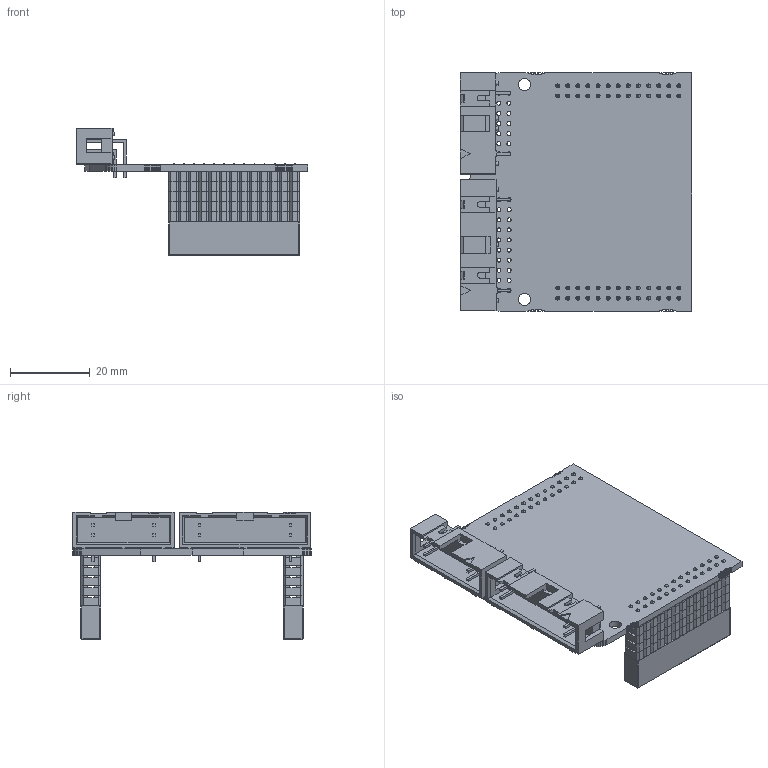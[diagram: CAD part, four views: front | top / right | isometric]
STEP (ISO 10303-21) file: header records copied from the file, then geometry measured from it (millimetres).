
FILE_DESCRIPTION(('Open CASCADE Model'),'2;1');
FILE_NAME('Open CASCADE Shape Model','2014-04-28T12:55:30',('Author'),( 'Open CASCADE'),'Open CASCADE STEP processor 6.2','Open CASCADE 6.2' ,'Unknown');
FILE_SCHEMA(('AUTOMOTIVE_DESIGN { 1 0 10303 214 1 1 1 1 }'));
Length unit declared in the file: millimetre
Products named in the file (12): PCB; Board; CN3; 0918_SEK_low_profile_male_header_angled_20-pin_2_9_PCB; CN4; 0918_SEK_low_profile_male_header_angled_14-pin_2_9_PCB; CN2; CN_MPEGARRY_100-2-026-0-NFX-YS0-2331; CN_MPEGARRY_100-2-026x8,5_conn; CN_MPEGARRY_100-pin14,8; CN_MPEGARRY_100-2-026x8,5_spacer; CN1
Assembly tree (41 placements, depth 4):
  PCB
    Board
    CN3
      0918_SEK_low_profile_male_header_angled_20-pin_2_9_PCB
    CN4
      0918_SEK_low_profile_male_header_angled_14-pin_2_9_PCB
    CN2
      CN_MPEGARRY_100-2-026-0-NFX-YS0-2331
        CN_MPEGARRY_100-2-026x8,5_conn
        CN_MPEGARRY_100-pin14,8  x26
        CN_MPEGARRY_100-2-026x8,5_spacer  x5
    CN1
      CN_MPEGARRY_100-2-026-0-NFX-YS0-2331
        CN_MPEGARRY_100-2-026x8,5_conn
        CN_MPEGARRY_100-pin14,8  x26
        CN_MPEGARRY_100-2-026x8,5_spacer  x5
Bounding box: 58.09 x 60.02 x 32.06 mm (x, y, z)
Volume: 13386 mm3; surface area: 22836.5 mm2
Topology: 67 solids, 67 shells, 3300 faces, 9641 edges, 6280 vertices
Faces by surface type: plane 2945, bspline 259, cylinder 96
Full cylindrical faces by diameter (mm): 1 x86, 3 x2
Entity records: 83299 total; most frequent: CARTESIAN_POINT 24273, DIRECTION 8924, LINE 6850, VECTOR 6850, ORIENTED_EDGE 5980, PCURVE 5978, DEFINITIONAL_REPRESENTATION 5978, EDGE_CURVE 2989
